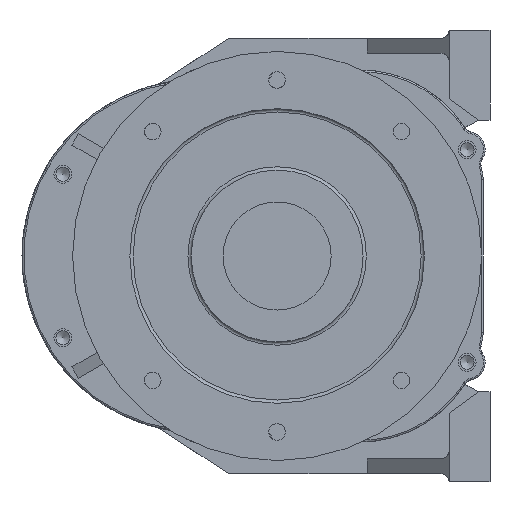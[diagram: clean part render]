
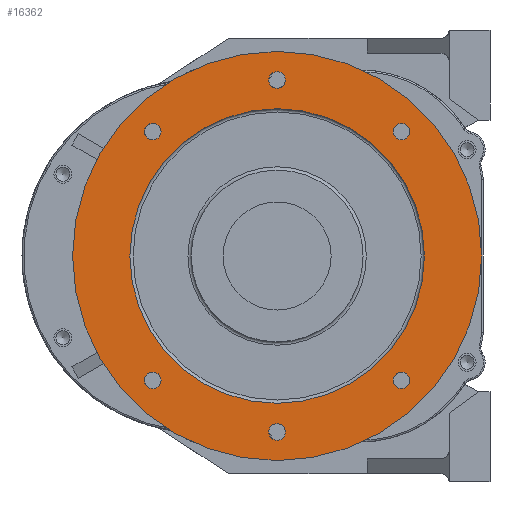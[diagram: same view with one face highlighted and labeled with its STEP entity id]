
A CAD part, left-side view. The second image highlights one B-rep face of the part: STEP entity #16362.
In plain terms, the highlighted planar face has unit normal (-1, 0, 0).
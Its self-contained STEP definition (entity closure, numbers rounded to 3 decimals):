
#22 = DIRECTION ( 'NONE',  ( 0., 0., -1. ) ) ;
#36 = CARTESIAN_POINT ( 'NONE',  ( -18., -76.014, -81.114 ) ) ;
#106 = CARTESIAN_POINT ( 'NONE',  ( -18., -125., 0. ) ) ;
#308 = FACE_BOUND ( 'NONE', #565, .T. ) ;
#481 = CARTESIAN_POINT ( 'NONE',  ( -18., 0., 125. ) ) ;
#547 = DIRECTION ( 'NONE',  ( 0., 0., 1. ) ) ;
#565 = EDGE_LOOP ( 'NONE', ( #18860 ) ) ;
#765 = EDGE_LOOP ( 'NONE', ( #10507 ) ) ;
#1046 = EDGE_CURVE ( 'NONE', #2064, #2064, #2378, .T. ) ;
#1697 = FACE_BOUND ( 'NONE', #10671, .T. ) ;
#1822 = ORIENTED_EDGE ( 'NONE', *, *, #19492, .T. ) ;
#1827 = CARTESIAN_POINT ( 'NONE',  ( -18., -76.014, 70.914 ) ) ;
#2038 = CIRCLE ( 'NONE', #15910, 90. ) ;
#2064 = VERTEX_POINT ( 'NONE', #3574 ) ;
#2378 = CIRCLE ( 'NONE', #12347, 5.1 ) ;
#2672 = CIRCLE ( 'NONE', #18775, 5.1 ) ;
#2979 = EDGE_CURVE ( 'NONE', #16097, #16097, #16484, .T. ) ;
#3105 = FACE_BOUND ( 'NONE', #4425, .T. ) ;
#3402 = FACE_OUTER_BOUND ( 'NONE', #12593, .T. ) ;
#3574 = CARTESIAN_POINT ( 'NONE',  ( -18., 0., -112.6 ) ) ;
#4172 = CARTESIAN_POINT ( 'NONE',  ( -18., 76.014, -81.114 ) ) ;
#4204 = DIRECTION ( 'NONE',  ( 1., 0., 0. ) ) ;
#4425 = EDGE_LOOP ( 'NONE', ( #15124 ) ) ;
#4765 = DIRECTION ( 'NONE',  ( 0., 0., -1. ) ) ;
#4793 = DIRECTION ( 'NONE',  ( 0., 0., -1. ) ) ;
#4868 = AXIS2_PLACEMENT_3D ( 'NONE', #8099, #11218, #547 ) ;
#4923 = CIRCLE ( 'NONE', #16208, 5.1 ) ;
#6467 = EDGE_CURVE ( 'NONE', #10514, #10514, #2672, .T. ) ;
#6591 = EDGE_CURVE ( 'NONE', #19819, #19819, #4923, .T. ) ;
#6959 = CARTESIAN_POINT ( 'NONE',  ( -18., 76.014, 76.014 ) ) ;
#7188 = AXIS2_PLACEMENT_3D ( 'NONE', #15881, #9523, #10931 ) ;
#7695 = VERTEX_POINT ( 'NONE', #15266 ) ;
#7794 = EDGE_LOOP ( 'NONE', ( #1822 ) ) ;
#7999 = VERTEX_POINT ( 'NONE', #1827 ) ;
#8099 = CARTESIAN_POINT ( 'NONE',  ( -18., 0., 0. ) ) ;
#8638 = CARTESIAN_POINT ( 'NONE',  ( -18., 0., 90. ) ) ;
#8761 = DIRECTION ( 'NONE',  ( 1., 0., 0. ) ) ;
#8833 = EDGE_LOOP ( 'NONE', ( #13580 ) ) ;
#9271 = FACE_BOUND ( 'NONE', #12032, .T. ) ;
#9396 = EDGE_CURVE ( 'NONE', #11937, #11937, #2038, .T. ) ;
#9523 = DIRECTION ( 'NONE',  ( 1., 0., 0. ) ) ;
#10507 = ORIENTED_EDGE ( 'NONE', *, *, #6591, .T. ) ;
#10514 = VERTEX_POINT ( 'NONE', #4172 ) ;
#10671 = EDGE_LOOP ( 'NONE', ( #14004 ) ) ;
#10838 = AXIS2_PLACEMENT_3D ( 'NONE', #106, #13701, #10882 ) ;
#10882 = DIRECTION ( 'NONE',  ( 0., 0., 1. ) ) ;
#10931 = DIRECTION ( 'NONE',  ( 0., 0., -1. ) ) ;
#11175 = CARTESIAN_POINT ( 'NONE',  ( -18., -76.014, -76.014 ) ) ;
#11193 = ORIENTED_EDGE ( 'NONE', *, *, #9396, .F. ) ;
#11218 = DIRECTION ( 'NONE',  ( -1., 0., 0. ) ) ;
#11583 = CARTESIAN_POINT ( 'NONE',  ( -18., 76.014, -76.014 ) ) ;
#11667 = ORIENTED_EDGE ( 'NONE', *, *, #2979, .T. ) ;
#11937 = VERTEX_POINT ( 'NONE', #8638 ) ;
#12032 = EDGE_LOOP ( 'NONE', ( #11193 ) ) ;
#12184 = PLANE ( 'NONE',  #10838 ) ;
#12205 = DIRECTION ( 'NONE',  ( 1., 0., 0. ) ) ;
#12296 = AXIS2_PLACEMENT_3D ( 'NONE', #18796, #18692, #4765 ) ;
#12347 = AXIS2_PLACEMENT_3D ( 'NONE', #15157, #12205, #22 ) ;
#12591 = FACE_BOUND ( 'NONE', #7794, .T. ) ;
#12593 = EDGE_LOOP ( 'NONE', ( #11667 ) ) ;
#13273 = CIRCLE ( 'NONE', #18098, 5.1 ) ;
#13580 = ORIENTED_EDGE ( 'NONE', *, *, #16805, .T. ) ;
#13701 = DIRECTION ( 'NONE',  ( -1., 0., 0. ) ) ;
#13832 = VERTEX_POINT ( 'NONE', #36 ) ;
#14004 = ORIENTED_EDGE ( 'NONE', *, *, #1046, .T. ) ;
#14300 = DIRECTION ( 'NONE',  ( 1., 0., 0. ) ) ;
#14905 = DIRECTION ( 'NONE',  ( 0., 0., -1. ) ) ;
#15124 = ORIENTED_EDGE ( 'NONE', *, *, #6467, .T. ) ;
#15157 = CARTESIAN_POINT ( 'NONE',  ( -18., 0., -107.5 ) ) ;
#15266 = CARTESIAN_POINT ( 'NONE',  ( -18., 0., 102.4 ) ) ;
#15866 = CIRCLE ( 'NONE', #7188, 5.1 ) ;
#15881 = CARTESIAN_POINT ( 'NONE',  ( -18., -76.014, 76.014 ) ) ;
#15910 = AXIS2_PLACEMENT_3D ( 'NONE', #16737, #18168, #16562 ) ;
#16097 = VERTEX_POINT ( 'NONE', #481 ) ;
#16208 = AXIS2_PLACEMENT_3D ( 'NONE', #6959, #4204, #4793 ) ;
#16362 = ADVANCED_FACE ( 'NONE', ( #1697, #308, #12591, #18752, #17236, #3105, #9271, #3402 ), #12184, .T. ) ;
#16484 = CIRCLE ( 'NONE', #4868, 125. ) ;
#16562 = DIRECTION ( 'NONE',  ( 0., 0., 1. ) ) ;
#16737 = CARTESIAN_POINT ( 'NONE',  ( -18., 0., 0. ) ) ;
#16805 = EDGE_CURVE ( 'NONE', #7999, #7999, #15866, .T. ) ;
#17236 = FACE_BOUND ( 'NONE', #765, .T. ) ;
#17327 = DIRECTION ( 'NONE',  ( 0., 0., -1. ) ) ;
#17998 = CARTESIAN_POINT ( 'NONE',  ( -18., 76.014, 70.914 ) ) ;
#18098 = AXIS2_PLACEMENT_3D ( 'NONE', #11175, #14300, #17327 ) ;
#18168 = DIRECTION ( 'NONE',  ( -1., 0., 0. ) ) ;
#18279 = EDGE_CURVE ( 'NONE', #7695, #7695, #19421, .T. ) ;
#18692 = DIRECTION ( 'NONE',  ( 1., 0., 0. ) ) ;
#18752 = FACE_BOUND ( 'NONE', #8833, .T. ) ;
#18775 = AXIS2_PLACEMENT_3D ( 'NONE', #11583, #8761, #14905 ) ;
#18796 = CARTESIAN_POINT ( 'NONE',  ( -18., 0., 107.5 ) ) ;
#18860 = ORIENTED_EDGE ( 'NONE', *, *, #18279, .T. ) ;
#19421 = CIRCLE ( 'NONE', #12296, 5.1 ) ;
#19492 = EDGE_CURVE ( 'NONE', #13832, #13832, #13273, .T. ) ;
#19819 = VERTEX_POINT ( 'NONE', #17998 ) ;
